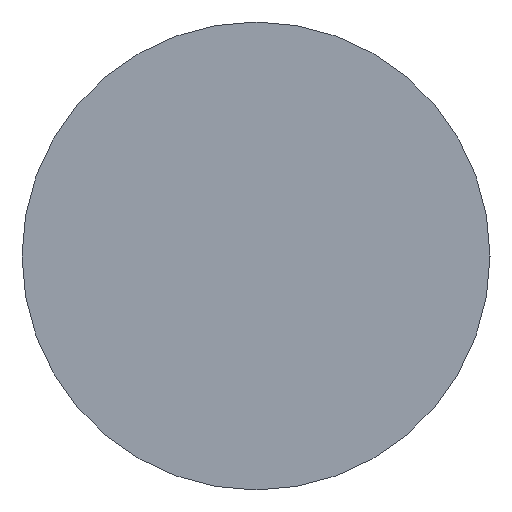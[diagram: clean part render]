
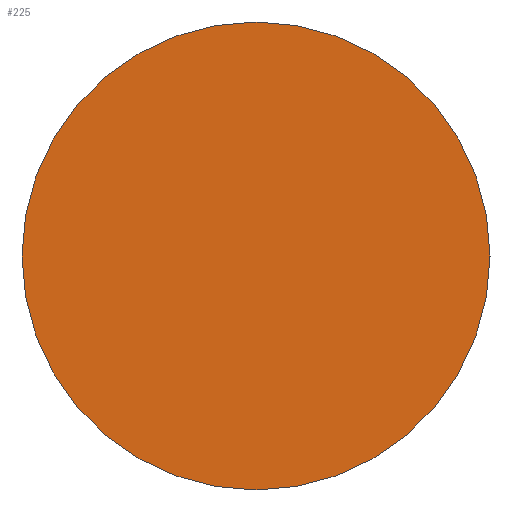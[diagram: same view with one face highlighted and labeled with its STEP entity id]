
A CAD part, left-side view. The second image highlights one B-rep face of the part: STEP entity #225.
In plain terms, the highlighted planar face has unit normal (-1, 0, 0).
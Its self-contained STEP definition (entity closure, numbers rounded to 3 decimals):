
#178=CARTESIAN_POINT('',(-33.468,0.0,-10.0));
#179=VERTEX_POINT('',#178);
#187=CARTESIAN_POINT('',(-33.468,0.0,10.0));
#188=VERTEX_POINT('',#187);
#195=CARTESIAN_POINT('',(-33.468,0.0,0.0));
#196=DIRECTION('',(-1.0,-0.0,-0.0));
#197=DIRECTION('',(0.0,0.0,-1.0));
#198=AXIS2_PLACEMENT_3D('',#195,#196,#197);
#199=CIRCLE('',#198,10.0);
#200=EDGE_CURVE('n� 285',#179,#188,#199,.T.);
#210=ORIENTED_EDGE('',*,*,#200,.T.);
#211=CARTESIAN_POINT('',(-33.468,0.0,0.0));
#212=DIRECTION('',(-1.0,-0.0,-0.0));
#213=DIRECTION('',(0.0,0.0,-1.0));
#214=AXIS2_PLACEMENT_3D('',#211,#212,#213);
#215=CIRCLE('',#214,10.0);
#216=EDGE_CURVE('n� 294',#188,#179,#215,.T.);
#217=ORIENTED_EDGE('',*,*,#216,.T.);
#218=EDGE_LOOP('',(#210,#217));
#219=FACE_OUTER_BOUND('',#218,.T.);
#220=CARTESIAN_POINT('',(-33.468,8.354,0.0));
#221=DIRECTION('',(1.0,0.0,0.0));
#222=DIRECTION('',(0.0,0.0,-1.0));
#223=AXIS2_PLACEMENT_3D('',#220,#221,#222);
#224=PLANE('',#223);
#225=ADVANCED_FACE('n� 287',(#219),#224,.F.);
